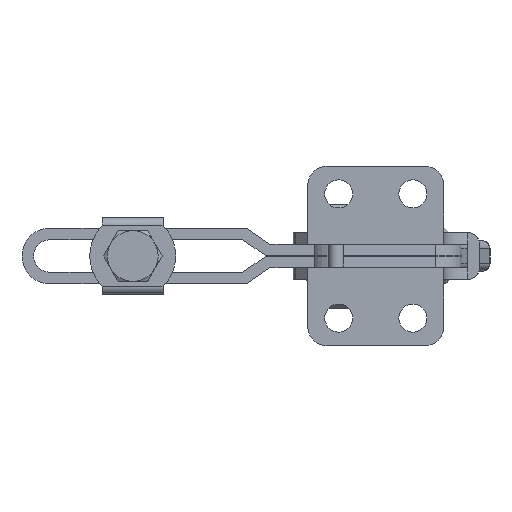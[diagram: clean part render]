
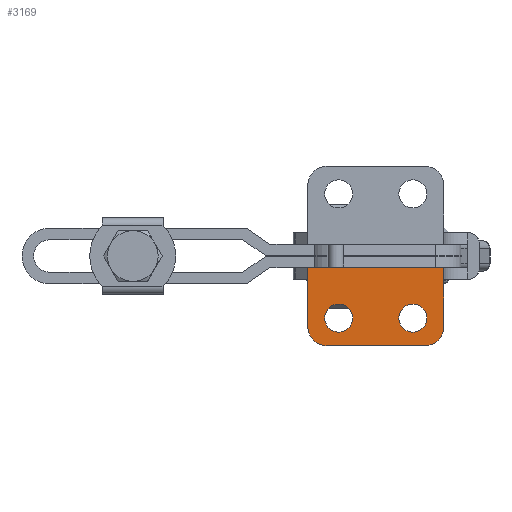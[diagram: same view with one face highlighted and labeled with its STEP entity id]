
A CAD part, front view. The second image highlights one B-rep face of the part: STEP entity #3169.
In plain terms, the highlighted planar face has unit normal (0, -1, 0).
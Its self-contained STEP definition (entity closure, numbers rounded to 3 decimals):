
#384 = AXIS2_PLACEMENT_3D ( 'NONE', #14322, #8702, #8651 ) ;
#858 = EDGE_CURVE ( 'NONE', #9528, #14189, #10914, .T. ) ;
#886 = CARTESIAN_POINT ( 'NONE',  ( -44., 0., -18. ) ) ;
#928 = EDGE_LOOP ( 'NONE', ( #7387, #5449, #8747, #5874, #14450, #8372 ) ) ;
#970 = EDGE_CURVE ( 'NONE', #14416, #4986, #8793, .T. ) ;
#1024 = DIRECTION ( 'NONE',  ( 1., 0., 0. ) ) ;
#1112 = CARTESIAN_POINT ( 'NONE',  ( -39., 0., -18. ) ) ;
#1214 = DIRECTION ( 'NONE',  ( 0., -1., 0. ) ) ;
#1258 = CARTESIAN_POINT ( 'NONE',  ( -44., 0., -3. ) ) ;
#1282 = CARTESIAN_POINT ( 'NONE',  ( -9.1, 0., -18. ) ) ;
#1362 = EDGE_CURVE ( 'NONE', #12186, #1646, #12103, .T. ) ;
#1614 = DIRECTION ( 'NONE',  ( 0., -1., 0. ) ) ;
#1646 = VERTEX_POINT ( 'NONE', #5428 ) ;
#2314 = AXIS2_PLACEMENT_3D ( 'NONE', #2396, #12434, #6877 ) ;
#2322 = VERTEX_POINT ( 'NONE', #12260 ) ;
#2396 = CARTESIAN_POINT ( 'NONE',  ( -36.05, 0., -15.9 ) ) ;
#2807 = VECTOR ( 'NONE', #1024, 1000. ) ;
#3106 = CARTESIAN_POINT ( 'NONE',  ( -14.1, 0., -23. ) ) ;
#3169 = ADVANCED_FACE ( 'NONE', ( #10306, #11870, #11019 ), #5366, .F. ) ;
#3597 = DIRECTION ( 'NONE',  ( 0., 0., -1. ) ) ;
#3818 = AXIS2_PLACEMENT_3D ( 'NONE', #1112, #1214, #13478 ) ;
#3991 = VERTEX_POINT ( 'NONE', #1282 ) ;
#4986 = VERTEX_POINT ( 'NONE', #886 ) ;
#5175 = CARTESIAN_POINT ( 'NONE',  ( -44., 0., 6. ) ) ;
#5366 = PLANE ( 'NONE',  #384 ) ;
#5428 = CARTESIAN_POINT ( 'NONE',  ( -36.05, 0., -12.3 ) ) ;
#5449 = ORIENTED_EDGE ( 'NONE', *, *, #9827, .T. ) ;
#5593 = DIRECTION ( 'NONE',  ( 0., 0., -1. ) ) ;
#5790 = EDGE_CURVE ( 'NONE', #1646, #12186, #9803, .T. ) ;
#5827 = ORIENTED_EDGE ( 'NONE', *, *, #14161, .F. ) ;
#5874 = ORIENTED_EDGE ( 'NONE', *, *, #10195, .T. ) ;
#5959 = CIRCLE ( 'NONE', #9438, 3.6 ) ;
#6196 = ORIENTED_EDGE ( 'NONE', *, *, #1362, .F. ) ;
#6281 = DIRECTION ( 'NONE',  ( 0., 0., -1. ) ) ;
#6390 = CARTESIAN_POINT ( 'NONE',  ( -17.05, 0., -12.3 ) ) ;
#6553 = LINE ( 'NONE', #6909, #6918 ) ;
#6804 = DIRECTION ( 'NONE',  ( 0., 0., -1. ) ) ;
#6827 = VERTEX_POINT ( 'NONE', #6390 ) ;
#6877 = DIRECTION ( 'NONE',  ( 0., 0., -1. ) ) ;
#6909 = CARTESIAN_POINT ( 'NONE',  ( -9.1, 0., 6. ) ) ;
#6918 = VECTOR ( 'NONE', #6804, 1000. ) ;
#7387 = ORIENTED_EDGE ( 'NONE', *, *, #8123, .F. ) ;
#8123 = EDGE_CURVE ( 'NONE', #8763, #3991, #6553, .T. ) ;
#8214 = CARTESIAN_POINT ( 'NONE',  ( -14.1, 0., -18. ) ) ;
#8372 = ORIENTED_EDGE ( 'NONE', *, *, #12184, .T. ) ;
#8651 = DIRECTION ( 'NONE',  ( 0., 0., 1. ) ) ;
#8702 = DIRECTION ( 'NONE',  ( 0., 1., 0. ) ) ;
#8747 = ORIENTED_EDGE ( 'NONE', *, *, #970, .T. ) ;
#8761 = AXIS2_PLACEMENT_3D ( 'NONE', #11423, #10399, #3597 ) ;
#8763 = VERTEX_POINT ( 'NONE', #11752 ) ;
#8793 = LINE ( 'NONE', #5175, #13189 ) ;
#8839 = CIRCLE ( 'NONE', #11369, 3.6 ) ;
#9345 = CARTESIAN_POINT ( 'NONE',  ( -36.05, 0., -19.5 ) ) ;
#9438 = AXIS2_PLACEMENT_3D ( 'NONE', #13134, #12134, #9741 ) ;
#9489 = DIRECTION ( 'NONE',  ( 0., 0., -1. ) ) ;
#9528 = VERTEX_POINT ( 'NONE', #14363 ) ;
#9741 = DIRECTION ( 'NONE',  ( 0., 0., -1. ) ) ;
#9803 = CIRCLE ( 'NONE', #2314, 3.6 ) ;
#9827 = EDGE_CURVE ( 'NONE', #8763, #14416, #13264, .T. ) ;
#9879 = EDGE_LOOP ( 'NONE', ( #6196, #13107 ) ) ;
#10151 = ORIENTED_EDGE ( 'NONE', *, *, #10214, .F. ) ;
#10178 = DIRECTION ( 'NONE',  ( 0., -1., 0. ) ) ;
#10195 = EDGE_CURVE ( 'NONE', #4986, #9528, #12362, .T. ) ;
#10214 = EDGE_CURVE ( 'NONE', #6827, #2322, #8839, .T. ) ;
#10306 = FACE_BOUND ( 'NONE', #9879, .T. ) ;
#10399 = DIRECTION ( 'NONE',  ( 0., -1., 0. ) ) ;
#10741 = AXIS2_PLACEMENT_3D ( 'NONE', #8214, #1614, #9489 ) ;
#10914 = LINE ( 'NONE', #13435, #2807 ) ;
#11019 = FACE_OUTER_BOUND ( 'NONE', #928, .T. ) ;
#11233 = CARTESIAN_POINT ( 'NONE',  ( -17.05, 0., -15.9 ) ) ;
#11369 = AXIS2_PLACEMENT_3D ( 'NONE', #11233, #10178, #5593 ) ;
#11388 = CARTESIAN_POINT ( 'NONE',  ( -3., 0., -3. ) ) ;
#11423 = CARTESIAN_POINT ( 'NONE',  ( -36.05, 0., -15.9 ) ) ;
#11752 = CARTESIAN_POINT ( 'NONE',  ( -9.1, 0., -3. ) ) ;
#11870 = FACE_BOUND ( 'NONE', #14012, .T. ) ;
#12103 = CIRCLE ( 'NONE', #8761, 3.6 ) ;
#12134 = DIRECTION ( 'NONE',  ( 0., -1., 0. ) ) ;
#12184 = EDGE_CURVE ( 'NONE', #14189, #3991, #12970, .T. ) ;
#12186 = VERTEX_POINT ( 'NONE', #9345 ) ;
#12194 = VECTOR ( 'NONE', #13634, 1000. ) ;
#12260 = CARTESIAN_POINT ( 'NONE',  ( -17.05, 0., -19.5 ) ) ;
#12362 = CIRCLE ( 'NONE', #3818, 5. ) ;
#12434 = DIRECTION ( 'NONE',  ( 0., -1., 0. ) ) ;
#12970 = CIRCLE ( 'NONE', #10741, 5. ) ;
#13107 = ORIENTED_EDGE ( 'NONE', *, *, #5790, .F. ) ;
#13134 = CARTESIAN_POINT ( 'NONE',  ( -17.05, 0., -15.9 ) ) ;
#13189 = VECTOR ( 'NONE', #6281, 1000. ) ;
#13264 = LINE ( 'NONE', #11388, #12194 ) ;
#13435 = CARTESIAN_POINT ( 'NONE',  ( -39., 0., -23. ) ) ;
#13478 = DIRECTION ( 'NONE',  ( 0., 0., -1. ) ) ;
#13634 = DIRECTION ( 'NONE',  ( -1., 0., 0. ) ) ;
#14012 = EDGE_LOOP ( 'NONE', ( #5827, #10151 ) ) ;
#14161 = EDGE_CURVE ( 'NONE', #2322, #6827, #5959, .T. ) ;
#14189 = VERTEX_POINT ( 'NONE', #3106 ) ;
#14322 = CARTESIAN_POINT ( 'NONE',  ( -9.1, 0., 6. ) ) ;
#14363 = CARTESIAN_POINT ( 'NONE',  ( -39., 0., -23. ) ) ;
#14416 = VERTEX_POINT ( 'NONE', #1258 ) ;
#14450 = ORIENTED_EDGE ( 'NONE', *, *, #858, .T. ) ;
